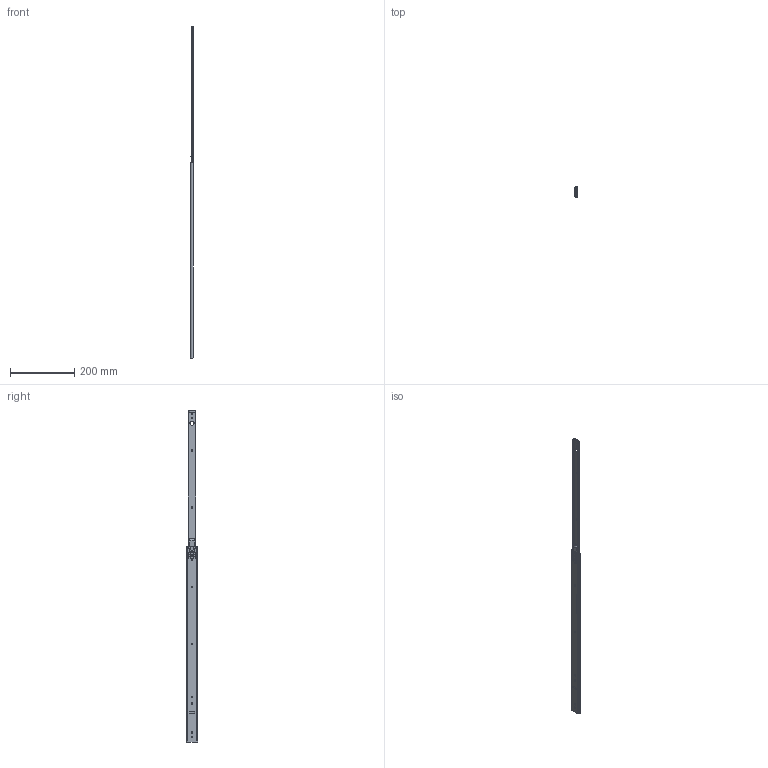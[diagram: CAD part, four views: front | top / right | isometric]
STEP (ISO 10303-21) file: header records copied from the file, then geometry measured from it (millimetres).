
FILE_DESCRIPTION(/* description */ ('Teilauszug Serie 016 610x425'),/* implementation_level */ '2;1');
FILE_NAME(/* name */ '07000053009.stp',/* time_stamp */ '2020-06-19T14:02:40+02:00',/* author */ ('Dennis Bruder'),/* organization */ (''),/* preprocessor_version */ 'ST-DEVELOPER v18',/* originating_system */ 'Autodesk Inventor 2020',/* authorisation */ '');
FILE_SCHEMA (('AUTOMOTIVE_DESIGN { 1 0 10303 214 3 1 1 }'));
Products named in the file (1): 07000053009
Bounding box: 9.5 x 35.2 x 1034.9 mm (x, y, z)
Volume: 82195.3 mm3; surface area: 128495.6 mm2
Topology: 51 solids, 51 shells, 2876 faces, 8734 edges, 5643 vertices
Faces by surface type: plane 1068, cylinder 677, bspline 563, cone 278, torus 232, sphere 58
Full cylindrical faces by diameter (mm): 4 x23, 4.9 x2, 5 x3, 6 x1, 12.7 x1
Entity records: 121498 total; most frequent: CARTESIAN_POINT 46563, ORIENTED_EDGE 16844, DIRECTION 13028, EDGE_CURVE 8422, VERTEX_POINT 5551, AXIS2_PLACEMENT_3D 4887, LINE 3254, VECTOR 3254
